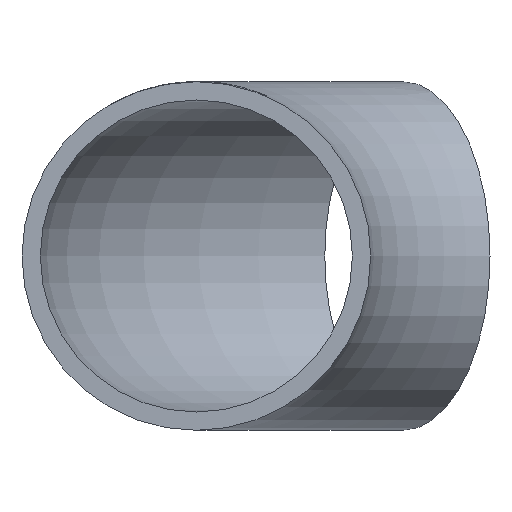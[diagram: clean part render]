
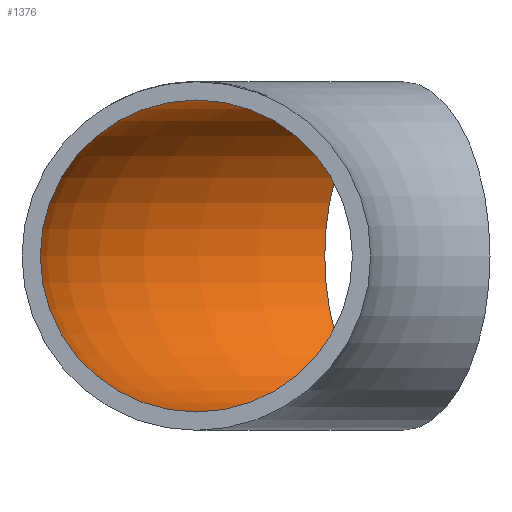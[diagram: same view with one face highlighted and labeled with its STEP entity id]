
A CAD part, front view. The second image highlights one B-rep face of the part: STEP entity #1376.
In plain terms, the highlighted toroidal (fillet/blend) face has major radius 45 mm and minor radius 17 mm.
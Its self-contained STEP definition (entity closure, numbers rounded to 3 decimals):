
#565 = EDGE_LOOP ( 'NONE', ( #14335 ) ) ;
#587 = DIRECTION ( 'NONE',  ( 0.866, 0.5, 0. ) ) ;
#1376 = ADVANCED_FACE ( 'NONE', ( #6841, #2606 ), #17763, .F. ) ;
#2548 = EDGE_CURVE ( 'NONE', #11670, #11670, #16157, .T. ) ;
#2606 = FACE_OUTER_BOUND ( 'NONE', #9260, .T. ) ;
#3549 = AXIS2_PLACEMENT_3D ( 'NONE', #9114, #7622, #10606 ) ;
#3709 = DIRECTION ( 'NONE',  ( -1., 0., 0. ) ) ;
#6841 = FACE_OUTER_BOUND ( 'NONE', #565, .T. ) ;
#7297 = CARTESIAN_POINT ( 'NONE',  ( -31., 53.694, 0. ) ) ;
#7622 = DIRECTION ( 'NONE',  ( 0., 1., 0. ) ) ;
#9114 = CARTESIAN_POINT ( 'NONE',  ( -45., 0., 0. ) ) ;
#9260 = EDGE_LOOP ( 'NONE', ( #9720 ) ) ;
#9268 = AXIS2_PLACEMENT_3D ( 'NONE', #9919, #18855, #3709 ) ;
#9720 = ORIENTED_EDGE ( 'NONE', *, *, #12443, .F. ) ;
#9919 = CARTESIAN_POINT ( 'NONE',  ( 0., 0., 0. ) ) ;
#9969 = CARTESIAN_POINT ( 'NONE',  ( -22.5, 38.971, 0. ) ) ;
#10203 = AXIS2_PLACEMENT_3D ( 'NONE', #9969, #587, #11170 ) ;
#10606 = DIRECTION ( 'NONE',  ( 0., 0., 1. ) ) ;
#11170 = DIRECTION ( 'NONE',  ( -0.5, 0.866, 0. ) ) ;
#11670 = VERTEX_POINT ( 'NONE', #7297 ) ;
#11865 = CARTESIAN_POINT ( 'NONE',  ( -45., 0., 17. ) ) ;
#12443 = EDGE_CURVE ( 'NONE', #16266, #16266, #14871, .T. ) ;
#14335 = ORIENTED_EDGE ( 'NONE', *, *, #2548, .T. ) ;
#14871 = CIRCLE ( 'NONE', #3549, 17. ) ;
#16157 = CIRCLE ( 'NONE', #10203, 17. ) ;
#16266 = VERTEX_POINT ( 'NONE', #11865 ) ;
#17763 = TOROIDAL_SURFACE ( 'NONE', #9268, 45., 17. ) ;
#18855 = DIRECTION ( 'NONE',  ( 0., 0., -1. ) ) ;
